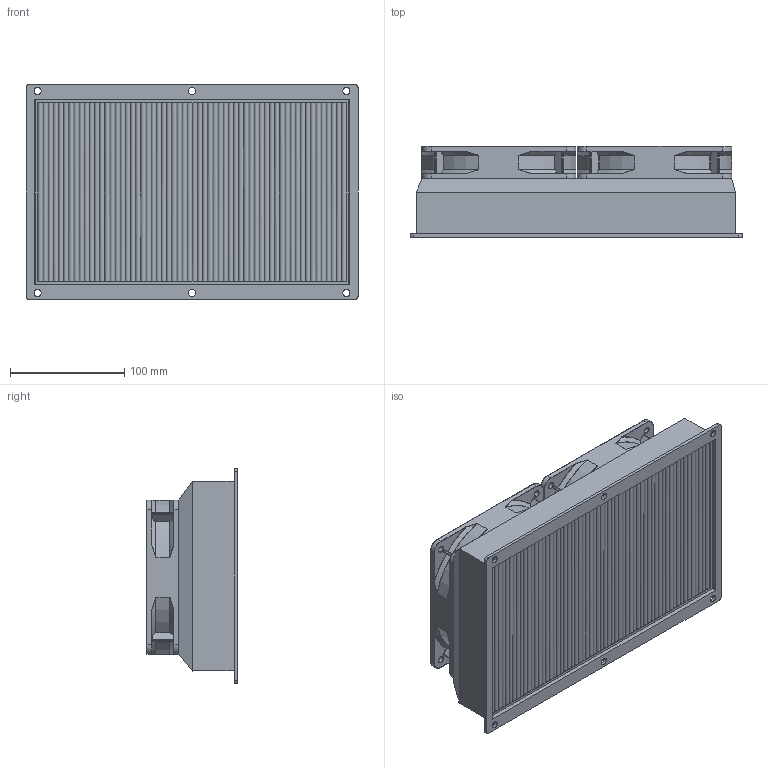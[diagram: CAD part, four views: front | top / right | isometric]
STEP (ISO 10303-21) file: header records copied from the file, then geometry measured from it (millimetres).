
FILE_DESCRIPTION(('FreeCAD Model'),'2;1');
FILE_NAME('Open CASCADE Shape Model','2025-04-29T18:50:48',('FreeCAD'),( 'FreeCAD'),'Open CASCADE STEP processor 7.6','FreeCAD','Unknown');
FILE_SCHEMA(('AUTOMOTIVE_DESIGN { 1 0 10303 214 1 1 1 1 }'));
Products named in the file (1): Open CASCADE STEP translator 7.6 1
Bounding box: 291.17 x 79.56 x 188.47 mm (x, y, z)
Volume: 2082562.3 mm3; surface area: 655408.2 mm2
Topology: 11 solids, 11 shells, 3525 faces, 8450 edges, 4901 vertices
Faces by surface type: bspline 3525
Entity records: 112132 total; most frequent: CARTESIAN_POINT 67250, ORIENTED_EDGE 16692, EDGE_CURVE 8346, VERTEX_POINT 4901, FACE_BOUND 3713, EDGE_LOOP 3713, B_SPLINE_CURVE_WITH_KNOTS 3526, ADVANCED_FACE 3525
